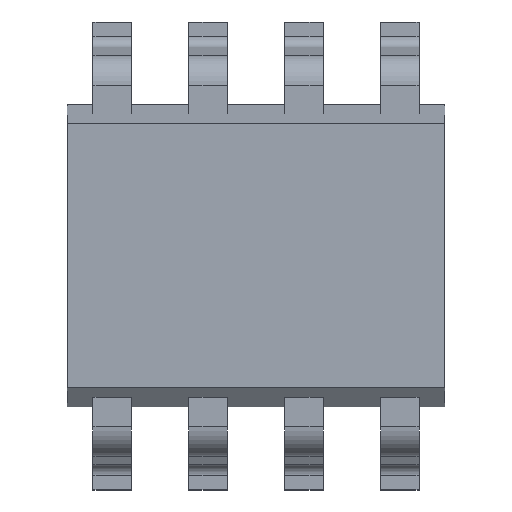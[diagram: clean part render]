
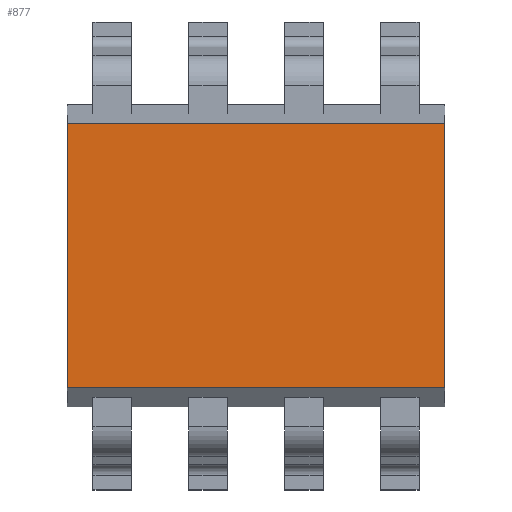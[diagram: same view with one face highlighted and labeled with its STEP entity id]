
A CAD part, top view. The second image highlights one B-rep face of the part: STEP entity #877.
In plain terms, the highlighted planar face has unit normal (0, 0, 1).
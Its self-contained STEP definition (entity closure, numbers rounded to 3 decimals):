
#161 = CARTESIAN_POINT ( 'NONE',  ( 2.5, 1.75, 1.75 ) ) ;
#425 = EDGE_LOOP ( 'NONE', ( #2316, #906, #840, #806 ) ) ;
#436 = VERTEX_POINT ( 'NONE', #1423 ) ;
#450 = DIRECTION ( 'NONE',  ( 0., -1., 0. ) ) ;
#638 = FACE_OUTER_BOUND ( 'NONE', #425, .T. ) ;
#655 = CARTESIAN_POINT ( 'NONE',  ( 2.5, -1.75, 1.75 ) ) ;
#658 = CARTESIAN_POINT ( 'NONE',  ( -2.5, 1.75, 1.75 ) ) ;
#806 = ORIENTED_EDGE ( 'NONE', *, *, #1823, .F. ) ;
#812 = VECTOR ( 'NONE', #3112, 1000. ) ;
#840 = ORIENTED_EDGE ( 'NONE', *, *, #1980, .F. ) ;
#877 = ADVANCED_FACE ( 'NONE', ( #638 ), #2199, .F. ) ;
#906 = ORIENTED_EDGE ( 'NONE', *, *, #2159, .T. ) ;
#1207 = LINE ( 'NONE', #658, #812 ) ;
#1358 = VERTEX_POINT ( 'NONE', #655 ) ;
#1423 = CARTESIAN_POINT ( 'NONE',  ( -2.5, 1.75, 1.75 ) ) ;
#1515 = EDGE_CURVE ( 'NONE', #3114, #436, #2907, .T. ) ;
#1594 = VECTOR ( 'NONE', #1630, 1000. ) ;
#1630 = DIRECTION ( 'NONE',  ( -1., 0., 0. ) ) ;
#1661 = VECTOR ( 'NONE', #2445, 1000. ) ;
#1722 = LINE ( 'NONE', #1939, #1661 ) ;
#1823 = EDGE_CURVE ( 'NONE', #3114, #1358, #2281, .T. ) ;
#1939 = CARTESIAN_POINT ( 'NONE',  ( 2.5, -1.75, 1.75 ) ) ;
#1962 = CARTESIAN_POINT ( 'NONE',  ( 2.5, 1.75, 1.75 ) ) ;
#1980 = EDGE_CURVE ( 'NONE', #1358, #3462, #1722, .T. ) ;
#2106 = VECTOR ( 'NONE', #450, 1000. ) ;
#2123 = DIRECTION ( 'NONE',  ( 0., 1., 0. ) ) ;
#2159 = EDGE_CURVE ( 'NONE', #436, #3462, #1207, .T. ) ;
#2199 = PLANE ( 'NONE',  #3393 ) ;
#2212 = CARTESIAN_POINT ( 'NONE',  ( 2.5, 1.75, 1.75 ) ) ;
#2281 = LINE ( 'NONE', #161, #2106 ) ;
#2316 = ORIENTED_EDGE ( 'NONE', *, *, #1515, .T. ) ;
#2445 = DIRECTION ( 'NONE',  ( -1., 0., 0. ) ) ;
#2700 = CARTESIAN_POINT ( 'NONE',  ( 2.5, 1.75, 1.75 ) ) ;
#2907 = LINE ( 'NONE', #1962, #1594 ) ;
#3112 = DIRECTION ( 'NONE',  ( 0., -1., 0. ) ) ;
#3114 = VERTEX_POINT ( 'NONE', #2700 ) ;
#3219 = DIRECTION ( 'NONE',  ( 0., 0., -1. ) ) ;
#3393 = AXIS2_PLACEMENT_3D ( 'NONE', #2212, #3219, #2123 ) ;
#3462 = VERTEX_POINT ( 'NONE', #3612 ) ;
#3612 = CARTESIAN_POINT ( 'NONE',  ( -2.5, -1.75, 1.75 ) ) ;
